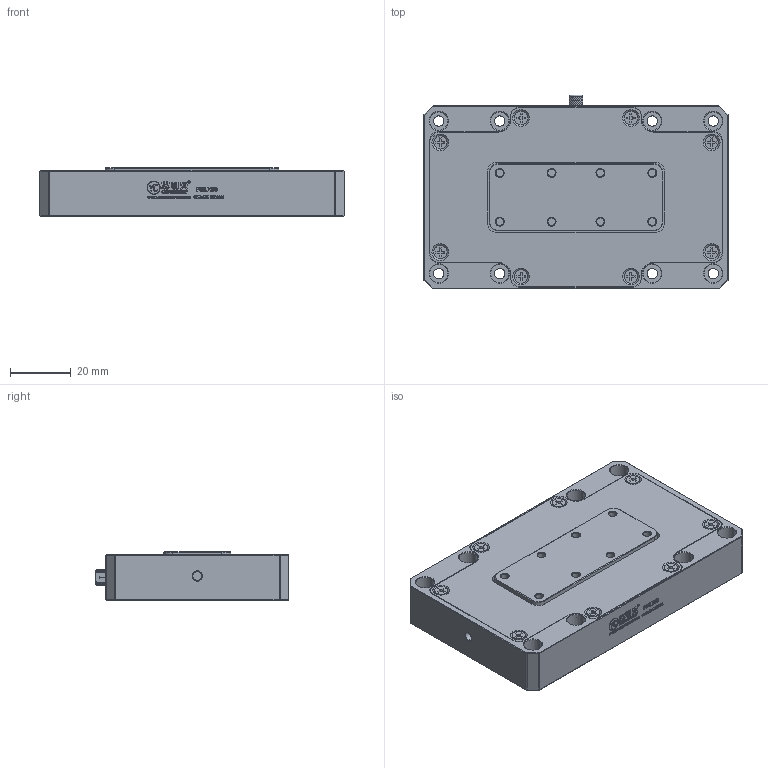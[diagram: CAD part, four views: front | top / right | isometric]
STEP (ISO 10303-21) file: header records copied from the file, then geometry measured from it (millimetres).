
FILE_DESCRIPTION (( 'STEP AP203' ), '1' );
FILE_NAME ('P66.X60.STEP', '2020-11-03T05:05:55', ( 'User' ), ( 'china' ), 'SwSTEP 2.0', 'SolidWorks 2016', '' );
FILE_SCHEMA (( 'CONFIG_CONTROL_DESIGN' ));
Products named in the file (1): P66.X60
Bounding box: 100 x 63.52 x 16 mm (x, y, z)
Surface area: 24035.1 mm2 (no closed solid volume)
Topology: 0 solids, 137 shells, 1743 faces, 5266 edges, 3714 vertices
Faces by surface type: plane 839, bspline 476, cylinder 354, cone 74
Entity records: 81398 total; most frequent: CARTESIAN_POINT 39708, ORIENTED_EDGE 9326, DIRECTION 6577, EDGE_CURVE 5266, VERTEX_POINT 3714, LINE 2805, VECTOR 2805, AXIS2_PLACEMENT_3D 1886
